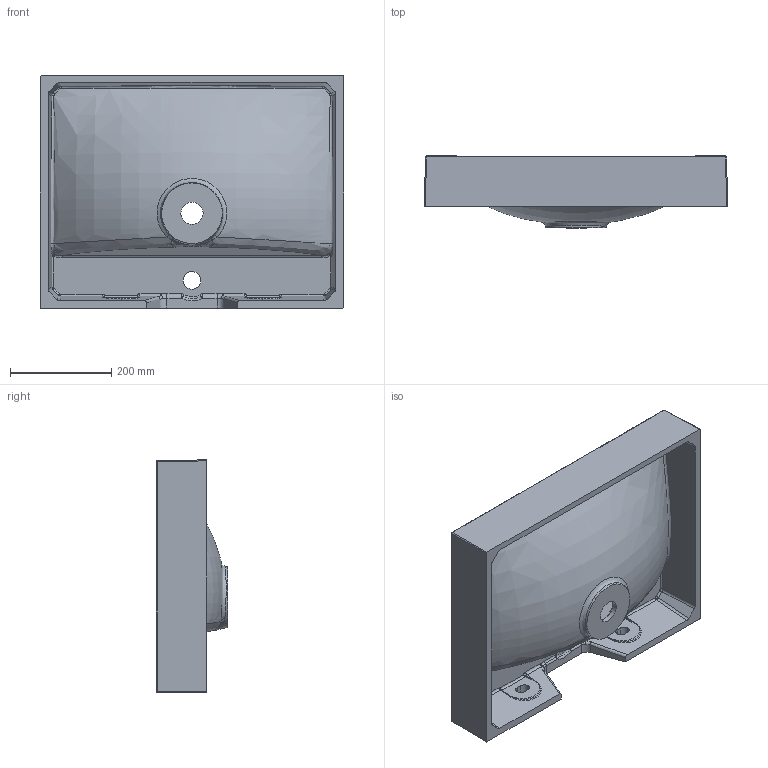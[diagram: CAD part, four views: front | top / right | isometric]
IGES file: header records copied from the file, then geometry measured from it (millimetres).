
Global section: file name: ed82d48b-d560-4716-acbc-e0277c118c45; native system: unknown; preprocessor: unknown; author: unknown; organization: unknown; date: 20200629.093514; units: millimetre
Bounding box: 600 x 142 x 460 mm (x, y, z)
Volume: 7263188 mm3; surface area: 992702.5 mm2
Topology: 1 solids, 1 shells, 163 faces, 426 edges, 256 vertices
Faces by surface type: bspline 163
